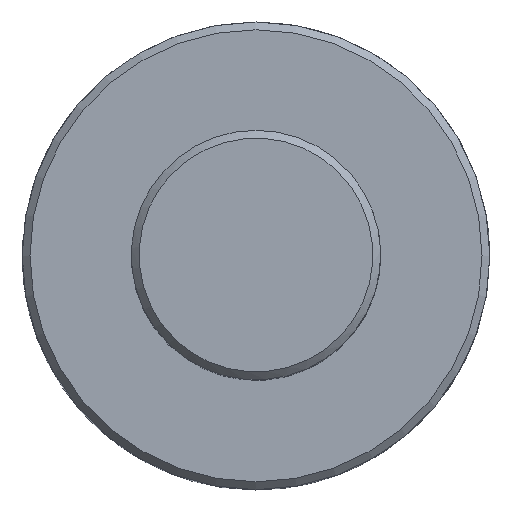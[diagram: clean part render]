
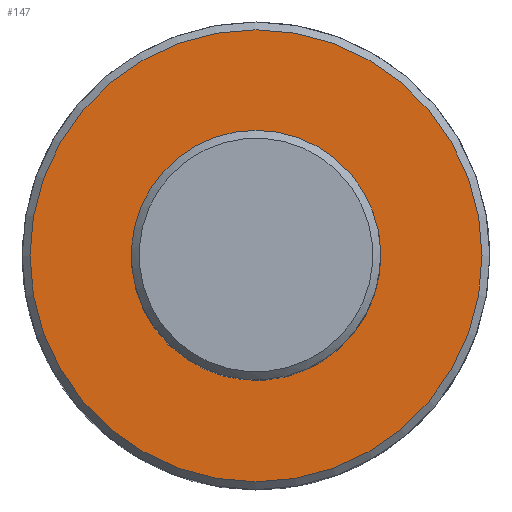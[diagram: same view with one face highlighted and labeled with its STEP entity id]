
A CAD part, top view. The second image highlights one B-rep face of the part: STEP entity #147.
In plain terms, the highlighted planar face has unit normal (0, 0, 1).
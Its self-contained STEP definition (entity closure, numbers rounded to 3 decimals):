
#147=ADVANCED_FACE('',(#178),#163,.T.);
#163=PLANE('',#439);
#178=FACE_OUTER_BOUND('',#205,.T.);
#205=EDGE_LOOP('',(#276));
#276=ORIENTED_EDGE('',*,*,#377,.T.);
#336=VERTEX_POINT('',#816);
#377=EDGE_CURVE('',#336,#336,#387,.T.);
#387=CIRCLE('',#437,14.5);
#437=AXIS2_PLACEMENT_3D('',#815,#525,#526);
#439=AXIS2_PLACEMENT_3D('',#818,#529,#530);
#525=DIRECTION('',(0.,0.,1.));
#526=DIRECTION('',(1.,0.,0.));
#529=DIRECTION('',(0.,0.,1.));
#530=DIRECTION('',(-1.,0.,0.));
#815=CARTESIAN_POINT('',(0.,0.,0.));
#816=CARTESIAN_POINT('',(14.5,0.,0.));
#818=CARTESIAN_POINT('',(0.,0.,0.));
